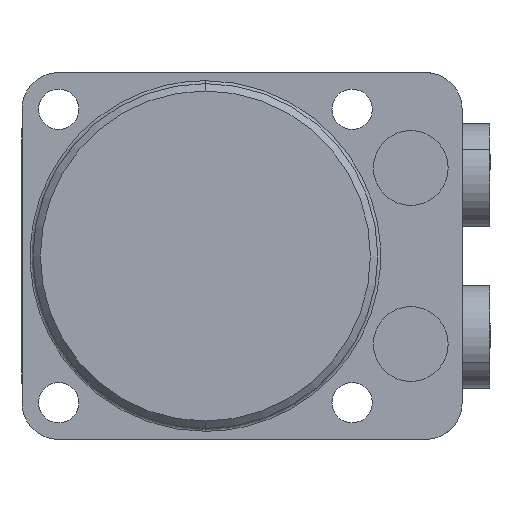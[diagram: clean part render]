
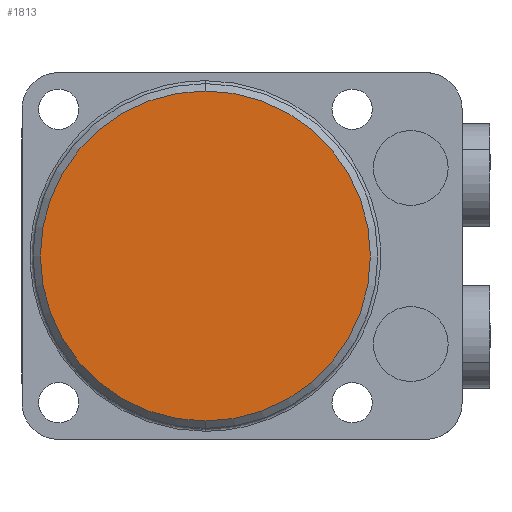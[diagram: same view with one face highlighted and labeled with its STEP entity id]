
A CAD part, front view. The second image highlights one B-rep face of the part: STEP entity #1813.
In plain terms, the highlighted planar face has unit normal (0, -1, 0).
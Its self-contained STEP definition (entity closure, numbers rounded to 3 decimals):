
#52 = PLANE ( 'NONE',  #747 ) ;
#281 = EDGE_CURVE ( 'NONE', #3138, #2573, #2150, .T. ) ;
#473 = DIRECTION ( 'NONE',  ( 0., 0., 1. ) ) ;
#474 = DIRECTION ( 'NONE',  ( 0., 1., 0. ) ) ;
#475 = CARTESIAN_POINT ( 'NONE',  ( 0., -46., 0. ) ) ;
#579 = AXIS2_PLACEMENT_3D ( 'NONE', #475, #474, #473 ) ;
#747 = AXIS2_PLACEMENT_3D ( 'NONE', #1378, #1229, #1277 ) ;
#939 = EDGE_CURVE ( 'NONE', #2573, #3138, #2504, .T. ) ;
#1229 = DIRECTION ( 'NONE',  ( 0., -1., 0. ) ) ;
#1277 = DIRECTION ( 'NONE',  ( 0., 0., -1. ) ) ;
#1291 = CARTESIAN_POINT ( 'NONE',  ( 0., -46., -22.5 ) ) ;
#1341 = CARTESIAN_POINT ( 'NONE',  ( 0., -46., 22.5 ) ) ;
#1378 = CARTESIAN_POINT ( 'NONE',  ( 0., -46., 0. ) ) ;
#1813 = ADVANCED_FACE ( 'NONE', ( #4217 ), #52, .T. ) ;
#2026 = AXIS2_PLACEMENT_3D ( 'NONE', #3641, #3640, #3639 ) ;
#2150 = CIRCLE ( 'NONE', #579, 22.5 ) ;
#2504 = CIRCLE ( 'NONE', #2026, 22.5 ) ;
#2526 = ORIENTED_EDGE ( 'NONE', *, *, #939, .F. ) ;
#2573 = VERTEX_POINT ( 'NONE', #1341 ) ;
#2737 = ORIENTED_EDGE ( 'NONE', *, *, #281, .F. ) ;
#3138 = VERTEX_POINT ( 'NONE', #1291 ) ;
#3352 = EDGE_LOOP ( 'NONE', ( #2526, #2737 ) ) ;
#3639 = DIRECTION ( 'NONE',  ( 0., 0., 1. ) ) ;
#3640 = DIRECTION ( 'NONE',  ( 0., 1., 0. ) ) ;
#3641 = CARTESIAN_POINT ( 'NONE',  ( 0., -46., 0. ) ) ;
#4217 = FACE_OUTER_BOUND ( 'NONE', #3352, .T. ) ;
